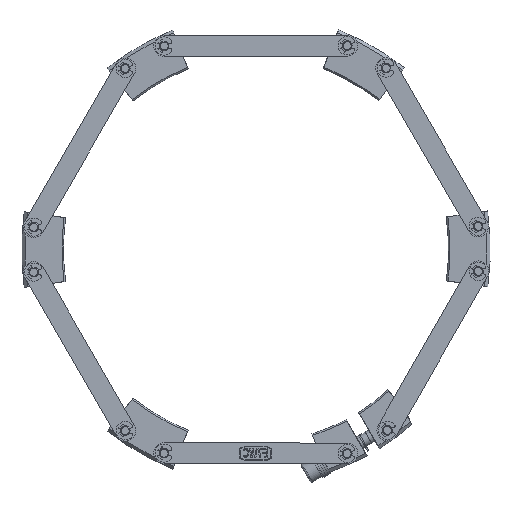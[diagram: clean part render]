
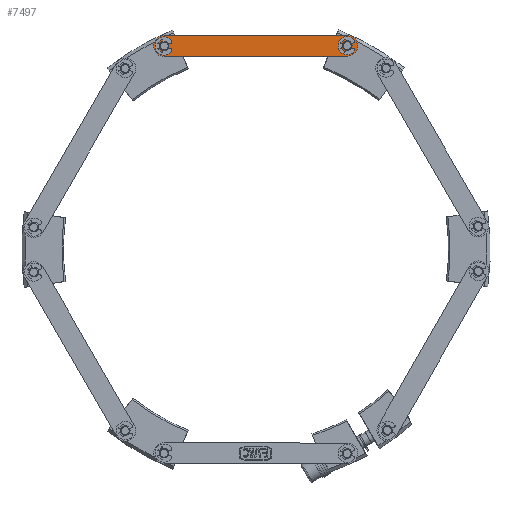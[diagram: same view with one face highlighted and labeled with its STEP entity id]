
A CAD part, left-side view. The second image highlights one B-rep face of the part: STEP entity #7497.
In plain terms, the highlighted face is planar.
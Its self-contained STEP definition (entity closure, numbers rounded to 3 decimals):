
#573=LINE('',#11683,#1201);
#575=LINE('',#11691,#1203);
#1201=VECTOR('',#9170,1000.);
#1203=VECTOR('',#9178,1000.);
#1914=ORIENTED_EDGE('',*,*,#4017,.T.);
#1915=ORIENTED_EDGE('',*,*,#4018,.T.);
#1916=ORIENTED_EDGE('',*,*,#4012,.F.);
#1917=ORIENTED_EDGE('',*,*,#4019,.F.);
#1918=ORIENTED_EDGE('',*,*,#4020,.F.);
#1919=ORIENTED_EDGE('',*,*,#4015,.F.);
#4012=EDGE_CURVE('',#5074,#5075,#5773,.T.);
#4015=EDGE_CURVE('',#5075,#5077,#573,.T.);
#4017=EDGE_CURVE('',#5078,#5078,#5774,.T.);
#4018=EDGE_CURVE('',#5079,#5079,#5775,.T.);
#4019=EDGE_CURVE('',#5080,#5074,#575,.T.);
#4020=EDGE_CURVE('',#5077,#5080,#5776,.T.);
#5074=VERTEX_POINT('',#11676);
#5075=VERTEX_POINT('',#11678);
#5077=VERTEX_POINT('',#11684);
#5078=VERTEX_POINT('',#11688);
#5079=VERTEX_POINT('',#11690);
#5080=VERTEX_POINT('',#11692);
#5773=CIRCLE('',#8160,6.5);
#5774=CIRCLE('',#8163,3.);
#5775=CIRCLE('',#8164,3.);
#5776=CIRCLE('',#8165,6.5);
#6196=EDGE_LOOP('',(#1914));
#6197=EDGE_LOOP('',(#1915));
#6198=EDGE_LOOP('',(#1916,#1917,#1918,#1919));
#6716=FACE_BOUND('',#6196,.T.);
#6717=FACE_BOUND('',#6197,.T.);
#6718=FACE_BOUND('',#6198,.T.);
#7213=PLANE('',#8162);
#7497=ADVANCED_FACE('',(#6716,#6717,#6718),#7213,.F.);
#8160=AXIS2_PLACEMENT_3D('',#11677,#9164,#9165);
#8162=AXIS2_PLACEMENT_3D('',#11686,#9172,#9173);
#8163=AXIS2_PLACEMENT_3D('',#11687,#9174,#9175);
#8164=AXIS2_PLACEMENT_3D('',#11689,#9176,#9177);
#8165=AXIS2_PLACEMENT_3D('',#11693,#9179,#9180);
#9164=DIRECTION('',(0.,0.,1.));
#9165=DIRECTION('',(0.,1.,0.));
#9170=DIRECTION('',(-1.,0.,0.));
#9172=DIRECTION('',(0.,0.,1.));
#9173=DIRECTION('',(1.,0.,0.));
#9174=DIRECTION('',(0.,0.,1.));
#9175=DIRECTION('',(-1.,0.,0.));
#9176=DIRECTION('',(0.,0.,1.));
#9177=DIRECTION('',(-1.,0.,0.));
#9178=DIRECTION('',(1.,0.,0.));
#9179=DIRECTION('',(0.,0.,1.));
#9180=DIRECTION('',(0.,-1.,0.));
#11676=CARTESIAN_POINT('',(57.,-6.5,-0.75));
#11677=CARTESIAN_POINT('',(57.,0.,-0.75));
#11678=CARTESIAN_POINT('',(57.,6.5,-0.75));
#11683=CARTESIAN_POINT('',(57.,6.5,-0.75));
#11684=CARTESIAN_POINT('',(-57.,6.5,-0.75));
#11686=CARTESIAN_POINT('',(0.,0.,-0.75));
#11687=CARTESIAN_POINT('',(-57.,0.,-0.75));
#11688=CARTESIAN_POINT('',(-60.,0.,-0.75));
#11689=CARTESIAN_POINT('',(57.,0.,-0.75));
#11690=CARTESIAN_POINT('',(54.,0.,-0.75));
#11691=CARTESIAN_POINT('',(-57.,-6.5,-0.75));
#11692=CARTESIAN_POINT('',(-57.,-6.5,-0.75));
#11693=CARTESIAN_POINT('',(-57.,0.,-0.75));
